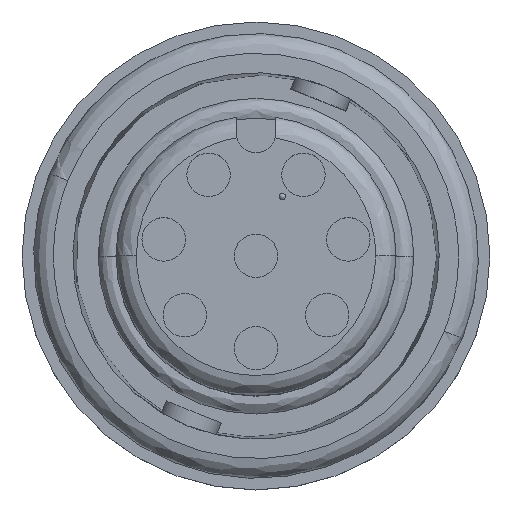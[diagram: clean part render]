
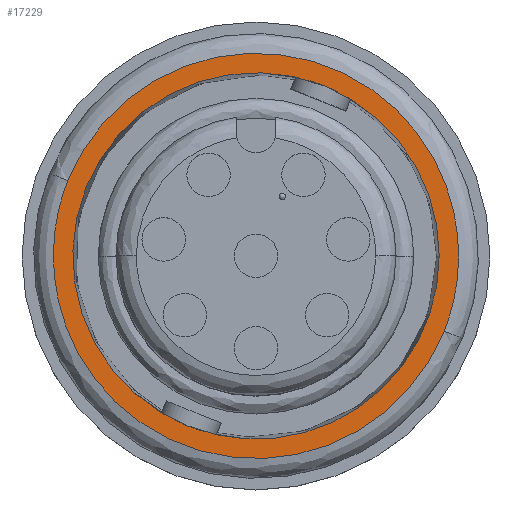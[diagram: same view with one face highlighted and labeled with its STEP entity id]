
A CAD part, top view. The second image highlights one B-rep face of the part: STEP entity #17229.
In plain terms, the highlighted planar face has unit normal (0, 0, 1).
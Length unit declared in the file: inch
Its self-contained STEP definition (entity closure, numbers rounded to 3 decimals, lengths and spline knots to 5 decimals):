
#108 = ORIENTED_EDGE ( 'NONE', *, *, #4126, .F. ) ;
#112 = DIRECTION ( 'NONE',  ( 0., 0., -1. ) ) ;
#564 = EDGE_CURVE ( 'NONE', #5921, #11577, #1821, .T. ) ;
#599 =( BOUNDED_CURVE ( )  B_SPLINE_CURVE ( 3, ( #18838, #9735, #11272, #2202 ),
 .UNSPECIFIED., .F., .F. ) 
 B_SPLINE_CURVE_WITH_KNOTS ( ( 4, 4 ),
 ( 0., 1. ),
 .UNSPECIFIED. ) 
 CURVE ( )  GEOMETRIC_REPRESENTATION_ITEM ( )  RATIONAL_B_SPLINE_CURVE ( ( 1., 0.333, 0.333, 1. ) ) 
 REPRESENTATION_ITEM ( '' )  );
#761 = CIRCLE ( 'NONE', #2242, 0.278 ) ;
#1821 = CIRCLE ( 'NONE', #3914, 0.278 ) ;
#2004 = EDGE_CURVE ( 'NONE', #11577, #5285, #14778, .T. ) ;
#2202 = CARTESIAN_POINT ( 'NONE',  ( 0.28551, -0.1142, 0.271 ) ) ;
#2242 = AXIS2_PLACEMENT_3D ( 'NONE', #3178, #13731, #4671 ) ;
#2301 = AXIS2_PLACEMENT_3D ( 'NONE', #8140, #18774, #9672 ) ;
#2794 = CARTESIAN_POINT ( 'NONE',  ( -0.10324, -0.25812, 0.271 ) ) ;
#3178 = CARTESIAN_POINT ( 'NONE',  ( 0., 0., 0.271 ) ) ;
#3914 = AXIS2_PLACEMENT_3D ( 'NONE', #16262, #17788, #19319 ) ;
#4063 = CARTESIAN_POINT ( 'NONE',  ( -0.5139, -0.45682, 0.271 ) ) ;
#4126 = EDGE_CURVE ( 'NONE', #5285, #5921, #761, .T. ) ;
#4620 = CARTESIAN_POINT ( 'NONE',  ( 0., 0., 0.271 ) ) ;
#4671 = DIRECTION ( 'NONE',  ( 1., 0., 0. ) ) ;
#4827 = EDGE_LOOP ( 'NONE', ( #108, #15263, #8259 ) ) ;
#5121 = ORIENTED_EDGE ( 'NONE', *, *, #9306, .F. ) ;
#5285 = VERTEX_POINT ( 'NONE', #2794 ) ;
#5566 = CARTESIAN_POINT ( 'NONE',  ( -0.28551, 0.1142, 0.271 ) ) ;
#5921 = VERTEX_POINT ( 'NONE', #17506 ) ;
#7308 = FACE_OUTER_BOUND ( 'NONE', #8043, .T. ) ;
#7652 = PLANE ( 'NONE',  #16287 ) ;
#8043 = EDGE_LOOP ( 'NONE', ( #18833, #5121 ) ) ;
#8140 = CARTESIAN_POINT ( 'NONE',  ( 0., 0., 0.271 ) ) ;
#8259 = ORIENTED_EDGE ( 'NONE', *, *, #564, .F. ) ;
#8553 = CARTESIAN_POINT ( 'NONE',  ( 0.28551, -0.1142, 0.271 ) ) ;
#9306 = EDGE_CURVE ( 'NONE', #14208, #13206, #12806, .T. ) ;
#9672 = DIRECTION ( 'NONE',  ( 1., 0., 0. ) ) ;
#9735 = CARTESIAN_POINT ( 'NONE',  ( -0.05712, 0.68521, 0.271 ) ) ;
#10709 = DIRECTION ( 'NONE',  ( -1., 0., 0. ) ) ;
#11272 = CARTESIAN_POINT ( 'NONE',  ( 0.5139, 0.45682, 0.271 ) ) ;
#11577 = VERTEX_POINT ( 'NONE', #15665 ) ;
#12806 =( BOUNDED_CURVE ( )  B_SPLINE_CURVE ( 3, ( #8553, #14648, #4063, #5566 ),
 .UNSPECIFIED., .F., .F. ) 
 B_SPLINE_CURVE_WITH_KNOTS ( ( 4, 4 ),
 ( 0., 1. ),
 .UNSPECIFIED. ) 
 CURVE ( )  GEOMETRIC_REPRESENTATION_ITEM ( )  RATIONAL_B_SPLINE_CURVE ( ( 1., 0.333, 0.333, 1. ) ) 
 REPRESENTATION_ITEM ( '' )  );
#13206 = VERTEX_POINT ( 'NONE', #17940 ) ;
#13731 = DIRECTION ( 'NONE',  ( 0., 0., 1. ) ) ;
#14208 = VERTEX_POINT ( 'NONE', #19363 ) ;
#14648 = CARTESIAN_POINT ( 'NONE',  ( 0.05712, -0.68521, 0.271 ) ) ;
#14778 = CIRCLE ( 'NONE', #2301, 0.278 ) ;
#15263 = ORIENTED_EDGE ( 'NONE', *, *, #2004, .F. ) ;
#15665 = CARTESIAN_POINT ( 'NONE',  ( 0.10324, 0.25812, 0.271 ) ) ;
#16262 = CARTESIAN_POINT ( 'NONE',  ( 0., 0., 0.271 ) ) ;
#16287 = AXIS2_PLACEMENT_3D ( 'NONE', #4620, #112, #10709 ) ;
#17229 = ADVANCED_FACE ( 'NONE', ( #7308, #18972 ), #7652, .F. ) ;
#17506 = CARTESIAN_POINT ( 'NONE',  ( 0.278, 0., 0.271 ) ) ;
#17788 = DIRECTION ( 'NONE',  ( 0., 0., 1. ) ) ;
#17940 = CARTESIAN_POINT ( 'NONE',  ( -0.28551, 0.1142, 0.271 ) ) ;
#18774 = DIRECTION ( 'NONE',  ( 0., 0., 1. ) ) ;
#18833 = ORIENTED_EDGE ( 'NONE', *, *, #19515, .F. ) ;
#18838 = CARTESIAN_POINT ( 'NONE',  ( -0.28551, 0.1142, 0.271 ) ) ;
#18972 = FACE_BOUND ( 'NONE', #4827, .T. ) ;
#19319 = DIRECTION ( 'NONE',  ( 1., 0., 0. ) ) ;
#19363 = CARTESIAN_POINT ( 'NONE',  ( 0.28551, -0.1142, 0.271 ) ) ;
#19515 = EDGE_CURVE ( 'NONE', #13206, #14208, #599, .T. ) ;
